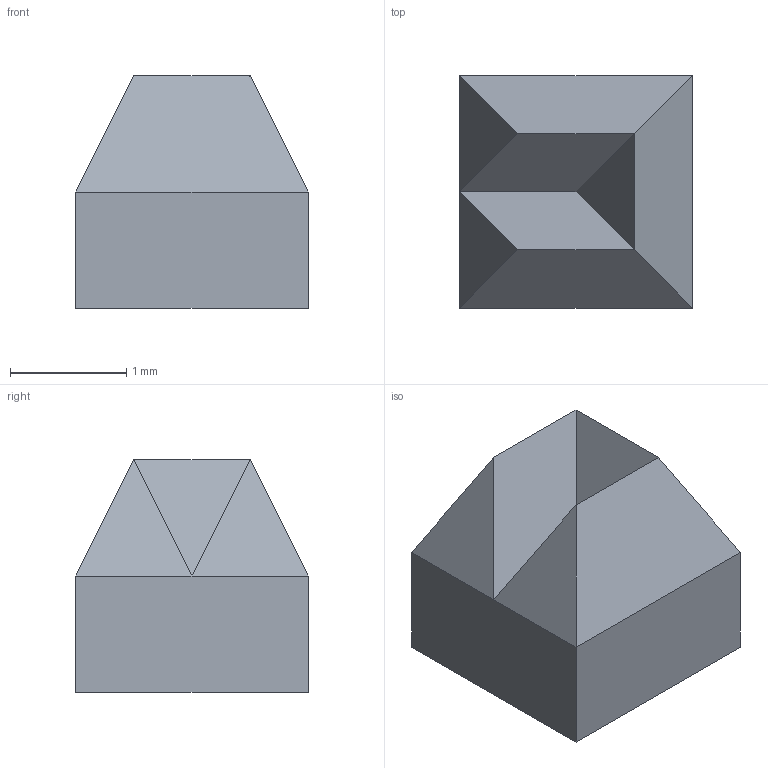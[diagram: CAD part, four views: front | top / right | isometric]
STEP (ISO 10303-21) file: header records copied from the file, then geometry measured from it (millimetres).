
FILE_DESCRIPTION(('Hilbert curve absorber geometry, order 1'),'2;1');
FILE_NAME('hilbert_MOD1','',('Matthew Petroff'),(''),'Open CASCADE STEP processor 7.4','Open CASCADE 7.4','');
FILE_SCHEMA(('AUTOMOTIVE_DESIGN { 1 0 10303 214 1 1 1 1 }'));
Length unit declared in the file: millimetre
Products named in the file (1): Open CASCADE STEP translator 7.4 1
Bounding box: 2 x 2 x 2 mm (x, y, z)
Volume: 5.8 mm3; surface area: 20.9 mm2
Topology: 1 solids, 1 shells, 13 faces, 25 edges, 14 vertices
Faces by surface type: plane 13
Entity records: 650 total; most frequent: CARTESIAN_POINT 103, DIRECTION 103, LINE 75, VECTOR 75, ORIENTED_EDGE 50, PCURVE 50, DEFINITIONAL_REPRESENTATION 50, EDGE_CURVE 25
